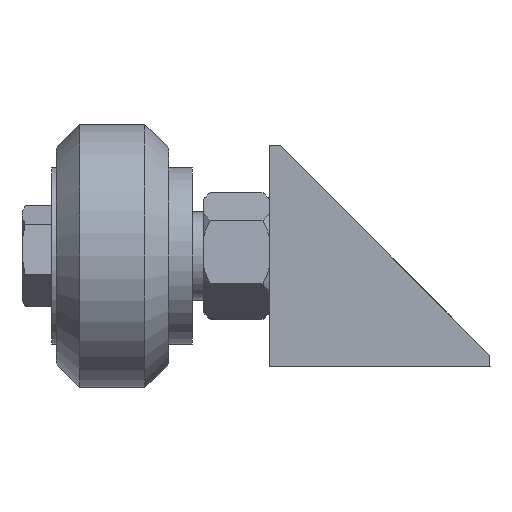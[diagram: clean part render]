
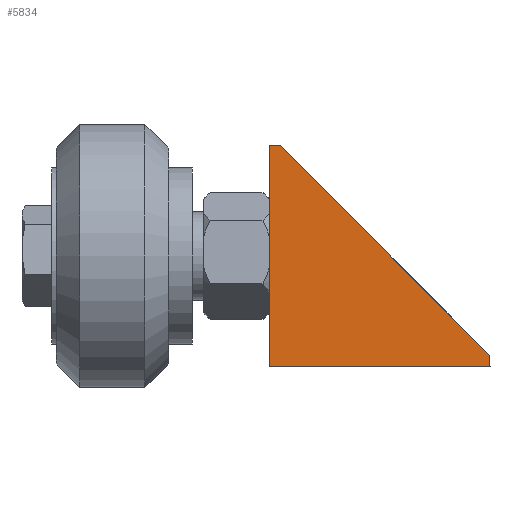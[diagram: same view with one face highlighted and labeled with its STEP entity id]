
A CAD part, front view. The second image highlights one B-rep face of the part: STEP entity #5834.
In plain terms, the highlighted face is planar.
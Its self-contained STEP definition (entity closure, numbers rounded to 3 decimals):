
#5284 = PLANE('',#5285);
#5285 = AXIS2_PLACEMENT_3D('',#5286,#5287,#5288);
#5286 = CARTESIAN_POINT('',(28.271,-10.,
    10.));
#5287 = DIRECTION('',(1.,0.,0.));
#5288 = DIRECTION('',(0.,1.,0.));
#5359 = VERTEX_POINT('',#5360);
#5360 = CARTESIAN_POINT('',(28.271,-10.,
    -10.));
#5374 = PLANE('',#5375);
#5375 = AXIS2_PLACEMENT_3D('',#5376,#5377,#5378);
#5376 = CARTESIAN_POINT('',(38.271,0.,
    -10.));
#5377 = DIRECTION('',(0.,0.,1.));
#5378 = DIRECTION('',(0.,-1.,0.));
#5386 = EDGE_CURVE('',#5387,#5359,#5389,.T.);
#5387 = VERTEX_POINT('',#5388);
#5388 = CARTESIAN_POINT('',(28.271,-10.,
    10.));
#5389 = SURFACE_CURVE('',#5390,(#5394,#5401),.PCURVE_S1.);
#5390 = LINE('',#5391,#5392);
#5391 = CARTESIAN_POINT('',(28.271,-10.,
    10.));
#5392 = VECTOR('',#5393,1.);
#5393 = DIRECTION('',(0.,0.,-1.));
#5394 = PCURVE('',#5284,#5395);
#5395 = DEFINITIONAL_REPRESENTATION('',(#5396),#5400);
#5396 = LINE('',#5397,#5398);
#5397 = CARTESIAN_POINT('',(0.,0.));
#5398 = VECTOR('',#5399,1.);
#5399 = DIRECTION('',(0.,-1.));
#5400 = ( GEOMETRIC_REPRESENTATION_CONTEXT(2) 
PARAMETRIC_REPRESENTATION_CONTEXT() REPRESENTATION_CONTEXT('2D SPACE',''
  ) );
#5401 = PCURVE('',#5402,#5407);
#5402 = PLANE('',#5403);
#5403 = AXIS2_PLACEMENT_3D('',#5404,#5405,#5406);
#5404 = CARTESIAN_POINT('',(28.271,-10.,
    10.));
#5405 = DIRECTION('',(0.,1.,0.));
#5406 = DIRECTION('',(0.,0.,1.));
#5407 = DEFINITIONAL_REPRESENTATION('',(#5408),#5412);
#5408 = LINE('',#5409,#5410);
#5409 = CARTESIAN_POINT('',(0.,0.));
#5410 = VECTOR('',#5411,1.);
#5411 = DIRECTION('',(-1.,0.));
#5412 = ( GEOMETRIC_REPRESENTATION_CONTEXT(2) 
PARAMETRIC_REPRESENTATION_CONTEXT() REPRESENTATION_CONTEXT('2D SPACE',''
  ) );
#5430 = PLANE('',#5431);
#5431 = AXIS2_PLACEMENT_3D('',#5432,#5433,#5434);
#5432 = CARTESIAN_POINT('',(38.271,0.,
    10.));
#5433 = DIRECTION('',(0.,0.,1.));
#5434 = DIRECTION('',(0.,-1.,0.));
#5474 = VERTEX_POINT('',#5475);
#5475 = CARTESIAN_POINT('',(29.271,-10.,
    10.));
#5489 = PLANE('',#5490);
#5490 = AXIS2_PLACEMENT_3D('',#5491,#5492,#5493);
#5491 = CARTESIAN_POINT('',(29.271,10.,
    10.));
#5492 = DIRECTION('',(-0.707,0.,-0.707)
  );
#5493 = DIRECTION('',(0.707,0.,-0.707));
#5523 = EDGE_CURVE('',#5387,#5474,#5524,.T.);
#5524 = SURFACE_CURVE('',#5525,(#5529,#5536),.PCURVE_S1.);
#5525 = LINE('',#5526,#5527);
#5526 = CARTESIAN_POINT('',(28.271,-10.,
    10.));
#5527 = VECTOR('',#5528,1.);
#5528 = DIRECTION('',(1.,0.,0.));
#5529 = PCURVE('',#5430,#5530);
#5530 = DEFINITIONAL_REPRESENTATION('',(#5531),#5535);
#5531 = LINE('',#5532,#5533);
#5532 = CARTESIAN_POINT('',(10.,-10.));
#5533 = VECTOR('',#5534,1.);
#5534 = DIRECTION('',(0.,1.));
#5535 = ( GEOMETRIC_REPRESENTATION_CONTEXT(2) 
PARAMETRIC_REPRESENTATION_CONTEXT() REPRESENTATION_CONTEXT('2D SPACE',''
  ) );
#5536 = PCURVE('',#5402,#5537);
#5537 = DEFINITIONAL_REPRESENTATION('',(#5538),#5542);
#5538 = LINE('',#5539,#5540);
#5539 = CARTESIAN_POINT('',(0.,0.));
#5540 = VECTOR('',#5541,1.);
#5541 = DIRECTION('',(0.,1.));
#5542 = ( GEOMETRIC_REPRESENTATION_CONTEXT(2) 
PARAMETRIC_REPRESENTATION_CONTEXT() REPRESENTATION_CONTEXT('2D SPACE',''
  ) );
#5587 = PLANE('',#5588);
#5588 = AXIS2_PLACEMENT_3D('',#5589,#5590,#5591);
#5589 = CARTESIAN_POINT('',(48.271,-10.,
    10.));
#5590 = DIRECTION('',(-1.,0.,0.));
#5591 = DIRECTION('',(0.,-1.,0.));
#5787 = VERTEX_POINT('',#5788);
#5788 = CARTESIAN_POINT('',(48.271,-10.,
    -10.));
#5809 = EDGE_CURVE('',#5359,#5787,#5810,.T.);
#5810 = SURFACE_CURVE('',#5811,(#5815,#5822),.PCURVE_S1.);
#5811 = LINE('',#5812,#5813);
#5812 = CARTESIAN_POINT('',(28.271,-10.,
    -10.));
#5813 = VECTOR('',#5814,1.);
#5814 = DIRECTION('',(1.,0.,0.));
#5815 = PCURVE('',#5374,#5816);
#5816 = DEFINITIONAL_REPRESENTATION('',(#5817),#5821);
#5817 = LINE('',#5818,#5819);
#5818 = CARTESIAN_POINT('',(10.,-10.));
#5819 = VECTOR('',#5820,1.);
#5820 = DIRECTION('',(0.,1.));
#5821 = ( GEOMETRIC_REPRESENTATION_CONTEXT(2) 
PARAMETRIC_REPRESENTATION_CONTEXT() REPRESENTATION_CONTEXT('2D SPACE',''
  ) );
#5822 = PCURVE('',#5402,#5823);
#5823 = DEFINITIONAL_REPRESENTATION('',(#5824),#5828);
#5824 = LINE('',#5825,#5826);
#5825 = CARTESIAN_POINT('',(-20.,0.));
#5826 = VECTOR('',#5827,1.);
#5827 = DIRECTION('',(0.,1.));
#5828 = ( GEOMETRIC_REPRESENTATION_CONTEXT(2) 
PARAMETRIC_REPRESENTATION_CONTEXT() REPRESENTATION_CONTEXT('2D SPACE',''
  ) );
#5834 = ADVANCED_FACE('',(#5835),#5402,.T.);
#5835 = FACE_BOUND('',#5836,.F.);
#5836 = EDGE_LOOP('',(#5837,#5860,#5881,#5882,#5883));
#5837 = ORIENTED_EDGE('',*,*,#5838,.F.);
#5838 = EDGE_CURVE('',#5839,#5787,#5841,.T.);
#5839 = VERTEX_POINT('',#5840);
#5840 = CARTESIAN_POINT('',(48.271,-10.,
    -9.));
#5841 = SURFACE_CURVE('',#5842,(#5846,#5853),.PCURVE_S1.);
#5842 = LINE('',#5843,#5844);
#5843 = CARTESIAN_POINT('',(48.271,-10.,
    10.));
#5844 = VECTOR('',#5845,1.);
#5845 = DIRECTION('',(0.,0.,-1.));
#5846 = PCURVE('',#5402,#5847);
#5847 = DEFINITIONAL_REPRESENTATION('',(#5848),#5852);
#5848 = LINE('',#5849,#5850);
#5849 = CARTESIAN_POINT('',(0.,20.));
#5850 = VECTOR('',#5851,1.);
#5851 = DIRECTION('',(-1.,0.));
#5852 = ( GEOMETRIC_REPRESENTATION_CONTEXT(2) 
PARAMETRIC_REPRESENTATION_CONTEXT() REPRESENTATION_CONTEXT('2D SPACE',''
  ) );
#5853 = PCURVE('',#5587,#5854);
#5854 = DEFINITIONAL_REPRESENTATION('',(#5855),#5859);
#5855 = LINE('',#5856,#5857);
#5856 = CARTESIAN_POINT('',(0.,0.));
#5857 = VECTOR('',#5858,1.);
#5858 = DIRECTION('',(0.,-1.));
#5859 = ( GEOMETRIC_REPRESENTATION_CONTEXT(2) 
PARAMETRIC_REPRESENTATION_CONTEXT() REPRESENTATION_CONTEXT('2D SPACE',''
  ) );
#5860 = ORIENTED_EDGE('',*,*,#5861,.F.);
#5861 = EDGE_CURVE('',#5474,#5839,#5862,.T.);
#5862 = SURFACE_CURVE('',#5863,(#5867,#5874),.PCURVE_S1.);
#5863 = LINE('',#5864,#5865);
#5864 = CARTESIAN_POINT('',(29.271,-10.,
    10.));
#5865 = VECTOR('',#5866,1.);
#5866 = DIRECTION('',(0.707,0.,-0.707));
#5867 = PCURVE('',#5402,#5868);
#5868 = DEFINITIONAL_REPRESENTATION('',(#5869),#5873);
#5869 = LINE('',#5870,#5871);
#5870 = CARTESIAN_POINT('',(0.,1.));
#5871 = VECTOR('',#5872,1.);
#5872 = DIRECTION('',(-0.707,0.707));
#5873 = ( GEOMETRIC_REPRESENTATION_CONTEXT(2) 
PARAMETRIC_REPRESENTATION_CONTEXT() REPRESENTATION_CONTEXT('2D SPACE',''
  ) );
#5874 = PCURVE('',#5489,#5875);
#5875 = DEFINITIONAL_REPRESENTATION('',(#5876),#5880);
#5876 = LINE('',#5877,#5878);
#5877 = CARTESIAN_POINT('',(0.,20.));
#5878 = VECTOR('',#5879,1.);
#5879 = DIRECTION('',(1.,0.));
#5880 = ( GEOMETRIC_REPRESENTATION_CONTEXT(2) 
PARAMETRIC_REPRESENTATION_CONTEXT() REPRESENTATION_CONTEXT('2D SPACE',''
  ) );
#5881 = ORIENTED_EDGE('',*,*,#5523,.F.);
#5882 = ORIENTED_EDGE('',*,*,#5386,.T.);
#5883 = ORIENTED_EDGE('',*,*,#5809,.T.);
